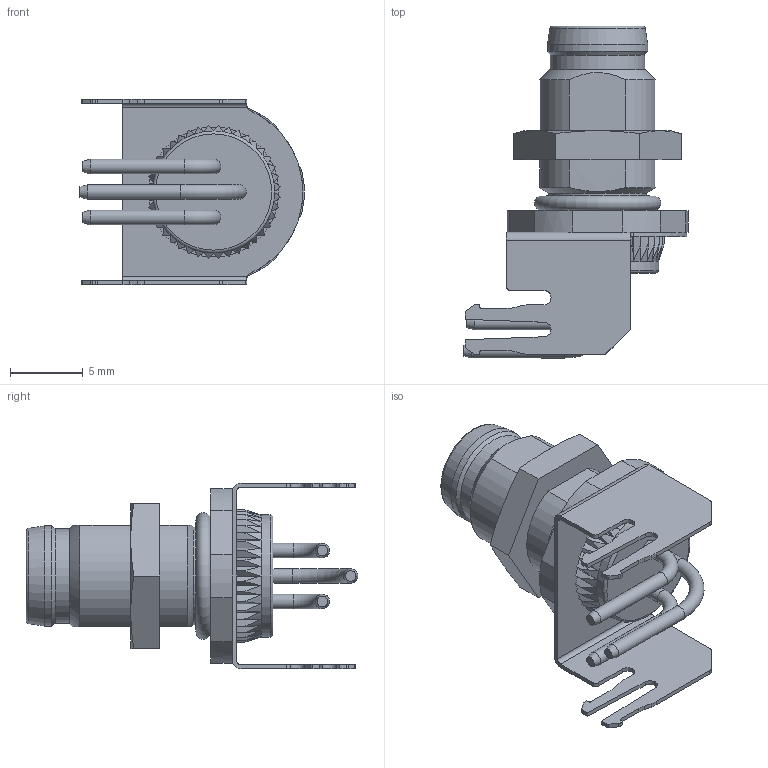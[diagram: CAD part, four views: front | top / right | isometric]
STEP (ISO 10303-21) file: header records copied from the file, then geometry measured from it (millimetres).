
FILE_DESCRIPTION(/* description */ (''),/* implementation_level */ '2;1');
FILE_NAME(/* name */ '5021479__Flanschstecker_assy_151854.stp',/* time_stamp */ '2019-01-15T13:01:05+01:00',/* author */ ('ESCHA Bauelemente GmbH'),/* organization */ ('ESCHA Bauelemente GmbH'),/* preprocessor_version */ 'ST-DEVELOPER v16',/* originating_system */ 'SIEMENS PLM Software NX 10.0',/* authorisation */ '');
FILE_SCHEMA (('AUTOMOTIVE_DESIGN { 1 0 10303 214 3 1 1 1 }'));
Length unit declared in the file: millimetre
Products named in the file (1): h.os2BB4D022d04b
Bounding box: 15.43 x 22.85 x 12.8 mm (x, y, z)
Volume: 955.8 mm3; surface area: 1455.5 mm2
Topology: 2 solids, 2 shells, 324 faces, 928 edges, 612 vertices
Faces by surface type: plane 198, cylinder 101, cone 14, torus 8, sphere 3
Full cylindrical faces by diameter (mm): 1 x9, 5.8 x1, 6.5 x1, 6.7 x1, 6.9 x1, 8.4 x1
Entity records: 10344 total; most frequent: CARTESIAN_POINT 2110, ORIENTED_EDGE 1742, DIRECTION 1642, EDGE_CURVE 871, VERTEX_POINT 592, AXIS2_PLACEMENT_3D 550, LINE 542, VECTOR 542
